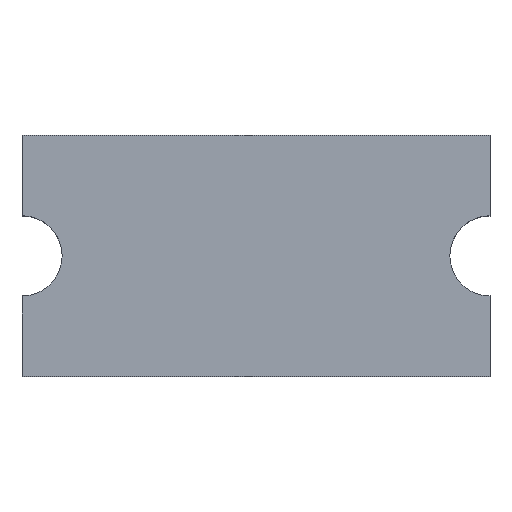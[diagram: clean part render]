
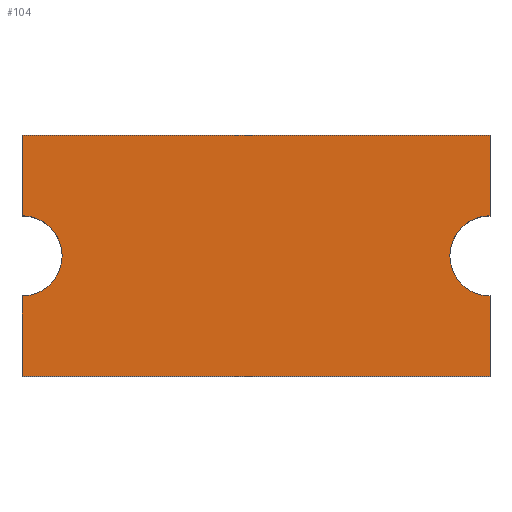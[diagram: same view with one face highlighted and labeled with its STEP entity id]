
A CAD part, top view. The second image highlights one B-rep face of the part: STEP entity #104.
In plain terms, the highlighted planar face has unit normal (0, 0, 1).
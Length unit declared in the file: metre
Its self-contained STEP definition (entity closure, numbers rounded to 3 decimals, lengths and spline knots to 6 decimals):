
#58 = EDGE_CURVE( '', #143, #144, #145, .T. );
#60 = EDGE_CURVE( '', #147, #148, #149, .T. );
#68 = EDGE_CURVE( '', #144, #147, #161, .T. );
#70 = EDGE_CURVE( '', #163, #164, #165, .T. );
#88 = EDGE_CURVE( '', #143, #190, #191, .T. );
#96 = EDGE_CURVE( '', #148, #199, #200, .T. );
#104 = ADVANCED_FACE( '', ( #210 ), #211, .F. );
#114 = EDGE_CURVE( '', #164, #190, #223, .T. );
#116 = EDGE_CURVE( '', #199, #163, #225, .T. );
#143 = VERTEX_POINT( '', #245 );
#144 = VERTEX_POINT( '', #246 );
#145 = LINE( '', #247, #248 );
#147 = VERTEX_POINT( '', #251 );
#148 = VERTEX_POINT( '', #252 );
#149 = LINE( '', #253, #254 );
#161 = LINE( '', #269, #270 );
#163 = VERTEX_POINT( '', #273 );
#164 = VERTEX_POINT( '', #274 );
#165 = LINE( '', #275, #276 );
#190 = VERTEX_POINT( '', #311 );
#191 = CIRCLE( '', #312, 0.0003 );
#199 = VERTEX_POINT( '', #327 );
#200 = CIRCLE( '', #328, 0.0003 );
#210 = FACE_OUTER_BOUND( '', #342, .T. );
#211 = PLANE( '', #343 );
#223 = LINE( '', #360, #361 );
#225 = LINE( '', #364, #365 );
#245 = CARTESIAN_POINT( '', ( -0.00175, -0.0003, 0.001402 ) );
#246 = CARTESIAN_POINT( '', ( -0.00175, -0.0009, 0.001402 ) );
#247 = CARTESIAN_POINT( '', ( -0.00175, -0.0009, 0.001402 ) );
#248 = VECTOR( '', #382, 1. );
#251 = CARTESIAN_POINT( '', ( 0.00175, -0.0009, 0.001402 ) );
#252 = CARTESIAN_POINT( '', ( 0.00175, -0.0003, 0.001402 ) );
#253 = CARTESIAN_POINT( '', ( 0.00175, -0.0009, 0.001402 ) );
#254 = VECTOR( '', #383, 1. );
#269 = CARTESIAN_POINT( '', ( -0.00175, -0.0009, 0.001402 ) );
#270 = VECTOR( '', #401, 1. );
#273 = CARTESIAN_POINT( '', ( 0.00175, 0.0009, 0.001402 ) );
#274 = CARTESIAN_POINT( '', ( -0.00175, 0.0009, 0.001402 ) );
#275 = CARTESIAN_POINT( '', ( -0.00175, 0.0009, 0.001402 ) );
#276 = VECTOR( '', #402, 1. );
#311 = CARTESIAN_POINT( '', ( -0.00175, 0.0003, 0.001402 ) );
#312 = AXIS2_PLACEMENT_3D( '', #434, #435, #436 );
#327 = CARTESIAN_POINT( '', ( 0.00175, 0.0003, 0.001402 ) );
#328 = AXIS2_PLACEMENT_3D( '', #440, #441, #442 );
#342 = EDGE_LOOP( '', ( #454, #455, #456, #457, #458, #459, #460, #461 ) );
#343 = AXIS2_PLACEMENT_3D( '', #462, #463, #464 );
#360 = CARTESIAN_POINT( '', ( -0.00175, -0.0009, 0.001402 ) );
#361 = VECTOR( '', #483, 1. );
#364 = CARTESIAN_POINT( '', ( 0.00175, -0.0009, 0.001402 ) );
#365 = VECTOR( '', #484, 1. );
#382 = DIRECTION( '', ( 0., -1., 0. ) );
#383 = DIRECTION( '', ( 0., 1., 0. ) );
#401 = DIRECTION( '', ( 1., 0., 0. ) );
#402 = DIRECTION( '', ( -1., 0., 0. ) );
#434 = CARTESIAN_POINT( '', ( -0.00175, 0., 0.001402 ) );
#435 = DIRECTION( '', ( 0., 0., 1. ) );
#436 = DIRECTION( '', ( 1., 0., 0. ) );
#440 = CARTESIAN_POINT( '', ( 0.00175, 0., 0.001402 ) );
#441 = DIRECTION( '', ( 0., 0., -1. ) );
#442 = DIRECTION( '', ( -1., 0., 0. ) );
#454 = ORIENTED_EDGE( '', *, *, #88, .F. );
#455 = ORIENTED_EDGE( '', *, *, #58, .T. );
#456 = ORIENTED_EDGE( '', *, *, #68, .T. );
#457 = ORIENTED_EDGE( '', *, *, #60, .T. );
#458 = ORIENTED_EDGE( '', *, *, #96, .T. );
#459 = ORIENTED_EDGE( '', *, *, #116, .T. );
#460 = ORIENTED_EDGE( '', *, *, #70, .T. );
#461 = ORIENTED_EDGE( '', *, *, #114, .T. );
#462 = CARTESIAN_POINT( '', ( 0., 0., 0.001402 ) );
#463 = DIRECTION( '', ( 0., 0., -1. ) );
#464 = DIRECTION( '', ( 0., -1., 0. ) );
#483 = DIRECTION( '', ( 0., -1., 0. ) );
#484 = DIRECTION( '', ( 0., 1., 0. ) );
